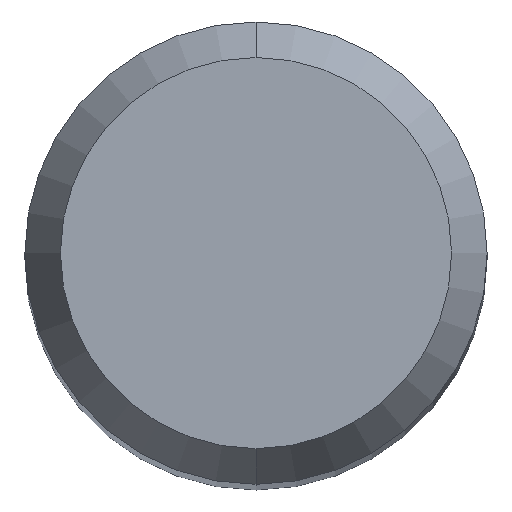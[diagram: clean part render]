
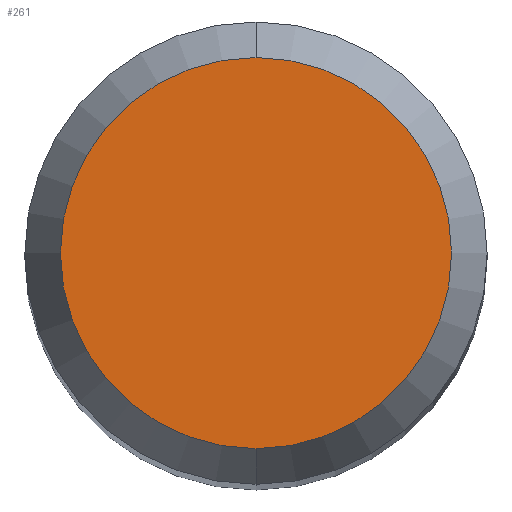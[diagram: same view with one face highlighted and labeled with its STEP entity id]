
A CAD part, top view. The second image highlights one B-rep face of the part: STEP entity #261.
In plain terms, the highlighted planar face has unit normal (0, 0, 1).
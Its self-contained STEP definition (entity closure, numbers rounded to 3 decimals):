
#193=EDGE_CURVE('',#301,#367,#485,.T.);
#261=ADVANCED_FACE('',(#559),#560,.T.);
#301=VERTEX_POINT('',#603);
#309=EDGE_CURVE('',#367,#301,#611,.T.);
#367=VERTEX_POINT('',#682);
#485=CIRCLE('',#805,2.538);
#559=FACE_OUTER_BOUND('',#998,.T.);
#560=PLANE('',#999);
#603=CARTESIAN_POINT('',(0.0,2.538,41.905));
#611=CIRCLE('',#1096,2.538);
#682=CARTESIAN_POINT('',(0.,-2.538,41.905));
#805=AXIS2_PLACEMENT_3D('',#1426,#1427,#1428);
#998=EDGE_LOOP('',(#1495,#1496));
#999=AXIS2_PLACEMENT_3D('',#1497,#1498,#1499);
#1096=AXIS2_PLACEMENT_3D('',#1549,#1550,#1551);
#1426=CARTESIAN_POINT('',(0.0,0.0,41.905));
#1427=DIRECTION('',(0.0,0.0,-1.0));
#1428=DIRECTION('',(0.0,1.0,0.0));
#1495=ORIENTED_EDGE('',*,*,#193,.F.);
#1496=ORIENTED_EDGE('',*,*,#309,.F.);
#1497=CARTESIAN_POINT('',(0.0,1.269,41.905));
#1498=DIRECTION('',(-0.0,0.0,1.0));
#1499=DIRECTION('',(0.0,-1.0,0.0));
#1549=CARTESIAN_POINT('',(0.0,0.0,41.905));
#1550=DIRECTION('',(0.0,0.0,-1.0));
#1551=DIRECTION('',(0.0,1.0,0.0));
